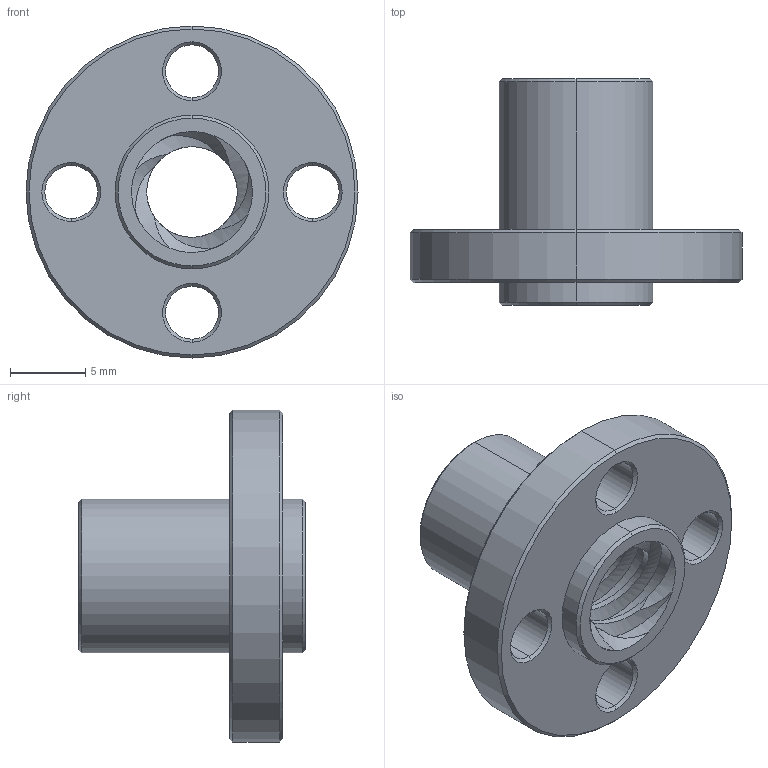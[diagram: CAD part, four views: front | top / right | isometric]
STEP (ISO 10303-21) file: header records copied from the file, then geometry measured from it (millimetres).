
FILE_DESCRIPTION (( 'STEP AP214' ), '1' );
FILE_NAME ('Lead Screw Nut.STEP', '2022-07-16T15:25:06', ( '' ), ( '' ), 'SwSTEP 2.0', 'SolidWorks 2022', '' );
FILE_SCHEMA (( 'AUTOMOTIVE_DESIGN' ));
Length unit declared in the file: millimetre
Products named in the file (1): Lead Screw Nut
Bounding box: 22 x 15 x 22 mm (x, y, z)
Volume: 1491.5 mm3; surface area: 1921.2 mm2
Topology: 1 solids, 1 shells, 82 faces, 194 edges, 116 vertices
Faces by surface type: cylinder 34, cone 24, bspline 20, plane 4
Entity records: 8820 total; most frequent: CARTESIAN_POINT 7113, ORIENTED_EDGE 388, DIRECTION 304, EDGE_CURVE 194, AXIS2_PLACEMENT_3D 125, VERTEX_POINT 116, EDGE_LOOP 94, ADVANCED_FACE 82
